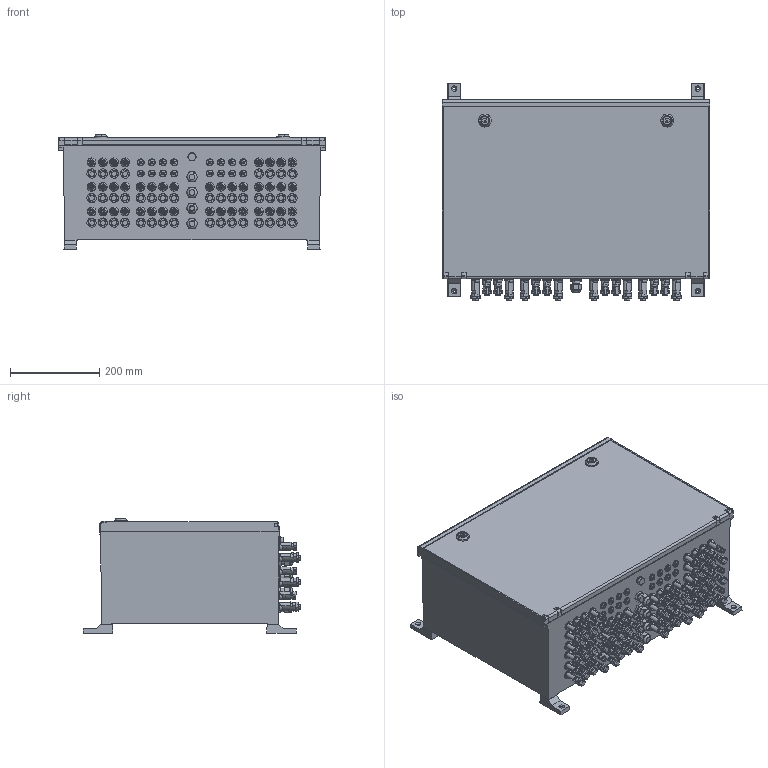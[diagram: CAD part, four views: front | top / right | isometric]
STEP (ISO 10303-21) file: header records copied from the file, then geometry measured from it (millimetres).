
FILE_DESCRIPTION(('CATIA V5 STEP Exchange','CAx-IF Rec.Pracs.--- Model Styling and Organization---1.5--- 2016-08-15','CAx-IF Rec.Pracs.---Supplemental Geometry---1.0---2011-11-01','CAx-IF Rec.Pracs.--- Composite Materials ---1.1---2010-07-15'),'2;1');
FILE_NAME ('D1634338_0', '2024-11-12T08:31:26+00:00', ('none'), ('Weidmueller'), 'CATIA Version 5-6 Release 2022 SP4 HF5', 'CATIA V5 STEP AP214 v3', 'none');
FILE_SCHEMA(('AUTOMOTIVE_DESIGN { 1 0 10303 214 1 1 1 1 }'));
Products named in the file (1): S3D_PVC_DC_2I_1O_10MPP_SPD1R_WM4C_11
Bounding box: 600 x 488.26 x 257 mm (x, y, z)
Volume: 52846989.2 mm3; surface area: 1200652.6 mm2
Topology: 1 solids, 1 shells, 4536 faces, 12075 edges, 7978 vertices
Faces by surface type: plane 2500, cylinder 1568, sphere 192, cone 124, extrusion 108, torus 44
Entity records: 149454 total; most frequent: CARTESIAN_POINT 41931, ORIENTED_EDGE 24150, DIRECTION 15801, EDGE_CURVE 12075, VERTEX_POINT 7978, VECTOR 7285, LINE 7177, AXIS2_PLACEMENT_3D 5775
